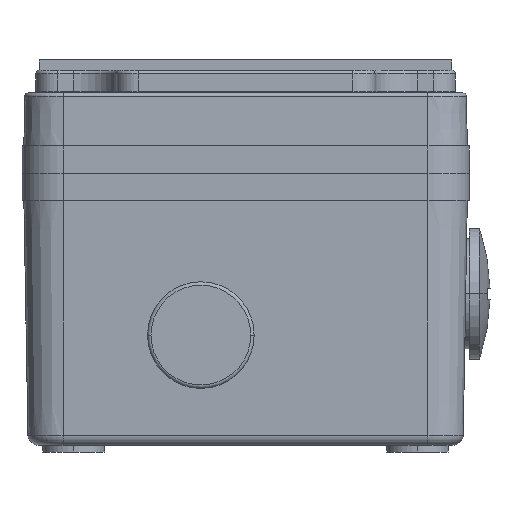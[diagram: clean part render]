
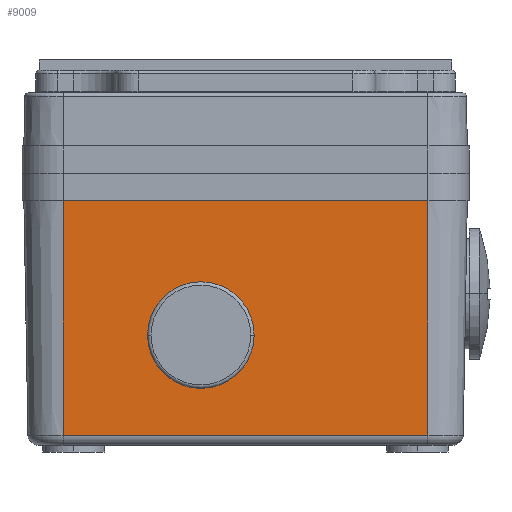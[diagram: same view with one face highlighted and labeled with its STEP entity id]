
A CAD part, left-side view. The second image highlights one B-rep face of the part: STEP entity #9009.
In plain terms, the highlighted planar face has unit normal (-1, 0, -0.018).
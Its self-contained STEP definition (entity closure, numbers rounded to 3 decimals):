
#221=DIRECTION('',(-0.017,0.,1.));
#222=VECTOR('',#221,34.031);
#223=CARTESIAN_POINT('',(-46.636,-26.519,1.474));
#224=LINE('',#223,#222);
#230=DIRECTION('',(0.,1.,0.));
#231=VECTOR('',#230,53.037);
#232=CARTESIAN_POINT('',(-46.636,-26.519,1.474));
#233=LINE('',#232,#231);
#234=DIRECTION('',(-0.017,0.,1.));
#235=VECTOR('',#234,34.031);
#236=CARTESIAN_POINT('',(-46.636,26.518,1.474));
#237=LINE('',#236,#235);
#238=DIRECTION('',(0.,-1.,0.));
#239=VECTOR('',#238,53.034);
#240=CARTESIAN_POINT('',(-47.23,26.517,35.5));
#241=LINE('',#240,#239);
#242=CARTESIAN_POINT('',(-46.999,6.5,22.25));
#243=CARTESIAN_POINT('',(-46.999,5.763,22.25));
#244=CARTESIAN_POINT('',(-46.994,4.172,21.983));
#245=CARTESIAN_POINT('',(-46.969,1.948,20.55));
#246=CARTESIAN_POINT('',(-46.937,0.756,18.702));
#247=CARTESIAN_POINT('',(-46.909,0.316,17.129));
#248=CARTESIAN_POINT('',(-46.89,0.217,16.));
#249=CARTESIAN_POINT('',(-46.87,0.316,14.871));
#250=CARTESIAN_POINT('',(-46.843,0.756,13.298));
#251=CARTESIAN_POINT('',(-46.81,1.948,11.45));
#252=CARTESIAN_POINT('',(-46.785,4.172,10.017));
#253=CARTESIAN_POINT('',(-46.781,5.763,9.75));
#254=CARTESIAN_POINT('',(-46.781,6.5,9.75));
#256=CARTESIAN_POINT('',(-46.781,6.5,9.75));
#257=CARTESIAN_POINT('',(-46.781,7.237,9.75));
#258=CARTESIAN_POINT('',(-46.785,8.828,10.017));
#259=CARTESIAN_POINT('',(-46.81,11.052,11.45));
#260=CARTESIAN_POINT('',(-46.843,12.244,13.298));
#261=CARTESIAN_POINT('',(-46.87,12.684,14.871));
#262=CARTESIAN_POINT('',(-46.89,12.783,16.));
#263=CARTESIAN_POINT('',(-46.909,12.684,17.129));
#264=CARTESIAN_POINT('',(-46.937,12.244,18.702));
#265=CARTESIAN_POINT('',(-46.969,11.052,20.55));
#266=CARTESIAN_POINT('',(-46.994,8.828,21.983));
#267=CARTESIAN_POINT('',(-46.999,7.237,22.25));
#268=CARTESIAN_POINT('',(-46.999,6.5,22.25));
#8626=CARTESIAN_POINT('',(-46.999,6.5,22.25));
#8627=VERTEX_POINT('',#8626);
#8628=CARTESIAN_POINT('',(-46.781,6.5,9.75));
#8629=VERTEX_POINT('',#8628);
#8642=CARTESIAN_POINT('',(-47.23,26.517,35.5));
#8643=VERTEX_POINT('',#8642);
#8644=CARTESIAN_POINT('',(-47.23,-26.517,35.5));
#8645=VERTEX_POINT('',#8644);
#8659=CARTESIAN_POINT('',(-46.636,-26.519,
1.474));
#8661=VERTEX_POINT('',#8659);
#8664=CARTESIAN_POINT('',(-46.636,26.518,1.474));
#8665=VERTEX_POINT('',#8664);
#8990=CARTESIAN_POINT('',(-47.3,28.984,39.503));
#8991=DIRECTION('',(-1.,0.,-0.017));
#8992=DIRECTION('',(0.,-1.,0.));
#8993=AXIS2_PLACEMENT_3D('',#8990,#8991,#8992);
#8994=PLANE('',#8993);
#8995=ORIENTED_EDGE('',*,*,#8837,.T.);
#8997=ORIENTED_EDGE('',*,*,#8996,.T.);
#8999=ORIENTED_EDGE('',*,*,#8998,.T.);
#9000=ORIENTED_EDGE('',*,*,#8982,.F.);
#9001=EDGE_LOOP('',(#8995,#8997,#8999,#9000));
#9002=FACE_OUTER_BOUND('',#9001,.F.);
#9004=ORIENTED_EDGE('',*,*,#9003,.F.);
#9006=ORIENTED_EDGE('',*,*,#9005,.F.);
#9007=EDGE_LOOP('',(#9004,#9006));
#9008=FACE_BOUND('',#9007,.F.);
#255=B_SPLINE_CURVE_WITH_KNOTS('',3,(#242,#243,#244,#245,#246,#247,#248,#249,
#250,#251,#252,#253,#254),.UNSPECIFIED.,.F.,.F.,(4,1,1,1,1,1,1,1,1,1,4),(0.,
0.125,0.25,0.375,0.438,0.5,0.563,0.625,0.75,0.875,1.),
.UNSPECIFIED.);
#269=B_SPLINE_CURVE_WITH_KNOTS('',3,(#256,#257,#258,#259,#260,#261,#262,#263,
#264,#265,#266,#267,#268),.UNSPECIFIED.,.F.,.F.,(4,1,1,1,1,1,1,1,1,1,4),(0.,
0.125,0.25,0.375,0.438,0.5,0.563,0.625,0.75,0.875,1.),
.UNSPECIFIED.);
#8837=EDGE_CURVE('',#8661,#8665,#233,.T.);
#8982=EDGE_CURVE('',#8661,#8645,#224,.T.);
#8996=EDGE_CURVE('',#8665,#8643,#237,.T.);
#8998=EDGE_CURVE('',#8643,#8645,#241,.T.);
#9003=EDGE_CURVE('',#8627,#8629,#255,.T.);
#9005=EDGE_CURVE('',#8629,#8627,#269,.T.);
#9009=ADVANCED_FACE('',(#9002,#9008),#8994,.T.);
